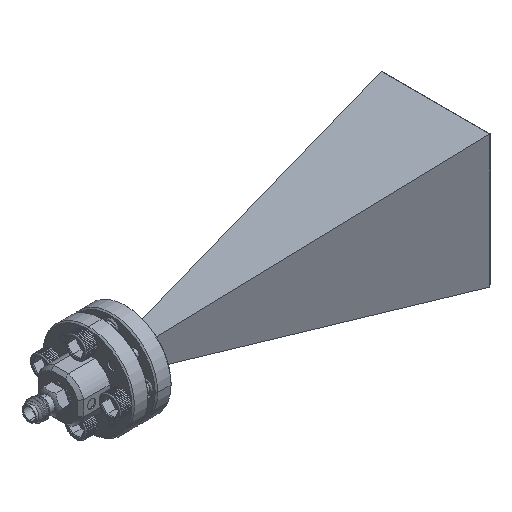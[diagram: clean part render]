
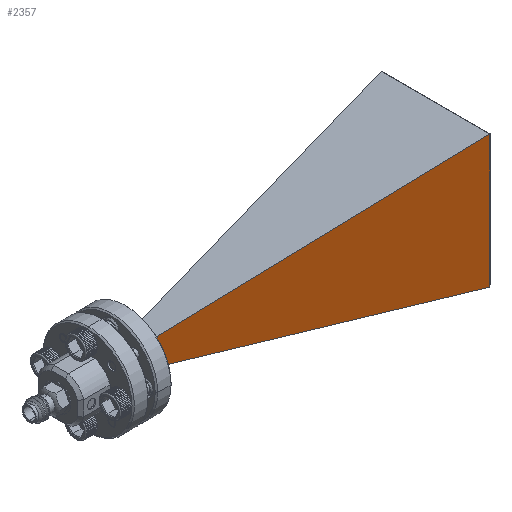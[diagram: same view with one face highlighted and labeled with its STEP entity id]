
A CAD part, isometric view. The second image highlights one B-rep face of the part: STEP entity #2357.
In plain terms, the highlighted planar face has unit normal (-0.151, -0.989, 0).
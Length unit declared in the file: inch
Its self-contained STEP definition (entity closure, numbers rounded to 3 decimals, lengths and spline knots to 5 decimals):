
#776 = DIRECTION ( 'NONE',  ( 0., 0., -1. ) ) ;
#893 = EDGE_LOOP ( 'NONE', ( #19866, #25394, #14954, #12746 ) ) ;
#919 = VERTEX_POINT ( 'NONE', #24210 ) ;
#1728 = VERTEX_POINT ( 'NONE', #11589 ) ;
#2357 = ADVANCED_FACE ( 'NONE', ( #27090 ), #18996, .T. ) ;
#2931 = EDGE_CURVE ( 'NONE', #1728, #10806, #3047, .T. ) ;
#3015 = EDGE_CURVE ( 'NONE', #1728, #17187, #20168, .T. ) ;
#3047 = LINE ( 'NONE', #23317, #7638 ) ;
#3216 = AXIS2_PLACEMENT_3D ( 'NONE', #14452, #8255, #18906 ) ;
#3500 = DIRECTION ( 'NONE',  ( 0., 0., 1. ) ) ;
#7018 = CARTESIAN_POINT ( 'NONE',  ( -1.75806, 1.48436, 0.15629 ) ) ;
#7444 = CARTESIAN_POINT ( 'NONE',  ( 0.66194, 1.11436, 0.60129 ) ) ;
#7638 = VECTOR ( 'NONE', #17108, 39.37008 ) ;
#7639 = CARTESIAN_POINT ( 'NONE',  ( 0.65205, 1.11587, 0.05629 ) ) ;
#8255 = DIRECTION ( 'NONE',  ( -0.151, -0.989, 0. ) ) ;
#9086 = VECTOR ( 'NONE', #24391, 39.37008 ) ;
#9257 = VECTOR ( 'NONE', #776, 39.37008 ) ;
#9273 = CARTESIAN_POINT ( 'NONE',  ( -1.75806, 1.48436, -0.04371 ) ) ;
#10300 = EDGE_CURVE ( 'NONE', #919, #10806, #17816, .T. ) ;
#10746 = LINE ( 'NONE', #7444, #9086 ) ;
#10806 = VERTEX_POINT ( 'NONE', #9273 ) ;
#11589 = CARTESIAN_POINT ( 'NONE',  ( 0.65205, 1.11587, -0.48689 ) ) ;
#12746 = ORIENTED_EDGE ( 'NONE', *, *, #10300, .T. ) ;
#14452 = CARTESIAN_POINT ( 'NONE',  ( -2.04287, 1.52791, 0.05629 ) ) ;
#14954 = ORIENTED_EDGE ( 'NONE', *, *, #25493, .T. ) ;
#17108 = DIRECTION ( 'NONE',  ( -0.973, 0.149, 0.179 ) ) ;
#17187 = VERTEX_POINT ( 'NONE', #20262 ) ;
#17816 = LINE ( 'NONE', #7018, #9257 ) ;
#18906 = DIRECTION ( 'NONE',  ( 0.989, -0.151, 0. ) ) ;
#18996 = PLANE ( 'NONE',  #3216 ) ;
#19866 = ORIENTED_EDGE ( 'NONE', *, *, #2931, .F. ) ;
#20168 = LINE ( 'NONE', #7639, #20831 ) ;
#20262 = CARTESIAN_POINT ( 'NONE',  ( 0.65205, 1.11587, 0.59947 ) ) ;
#20831 = VECTOR ( 'NONE', #3500, 39.37008 ) ;
#23317 = CARTESIAN_POINT ( 'NONE',  ( 0.66194, 1.11436, -0.48871 ) ) ;
#24210 = CARTESIAN_POINT ( 'NONE',  ( -1.75806, 1.48436, 0.15629 ) ) ;
#24391 = DIRECTION ( 'NONE',  ( -0.973, 0.149, -0.179 ) ) ;
#25394 = ORIENTED_EDGE ( 'NONE', *, *, #3015, .T. ) ;
#25493 = EDGE_CURVE ( 'NONE', #17187, #919, #10746, .T. ) ;
#27090 = FACE_OUTER_BOUND ( 'NONE', #893, .T. ) ;
